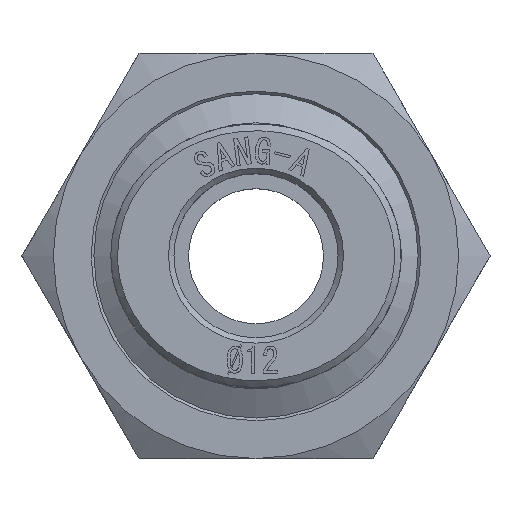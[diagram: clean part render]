
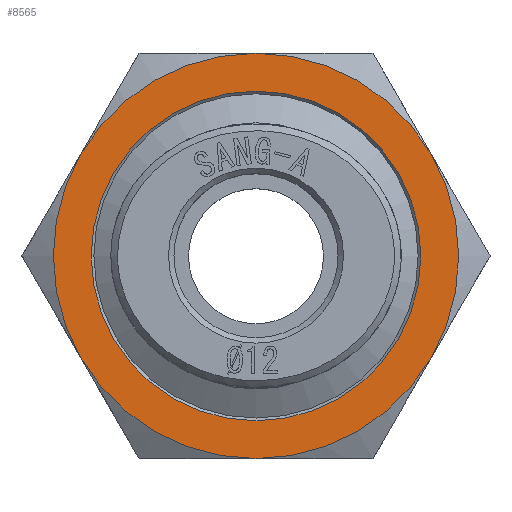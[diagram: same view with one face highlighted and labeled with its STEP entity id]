
A CAD part, top view. The second image highlights one B-rep face of the part: STEP entity #8565.
In plain terms, the highlighted planar face has unit normal (0, 0, 1).
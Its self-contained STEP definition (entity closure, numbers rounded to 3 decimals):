
#8489=CARTESIAN_POINT('',(12.2,0.,6.));
#8490=VERTEX_POINT('',#8489);
#8491=CARTESIAN_POINT('',(0.0,0.0,6.));
#8492=DIRECTION('',(0.0,0.0,1.0));
#8493=DIRECTION('',(-1.0,0.0,0.0));
#8494=AXIS2_PLACEMENT_3D('',#8491,#8492,#8493);
#8495=CIRCLE('',#8494,12.2);
#8496=EDGE_CURVE('',#8490,#8490,#8495,.T.);
#8501=CARTESIAN_POINT('',(0.,0.,6.));
#8502=DIRECTION('',(0.0,0.0,1.0));
#8503=DIRECTION('',(1.0,0.0,0.0));
#8504=AXIS2_PLACEMENT_3D('',#8501,#8502,#8503);
#8505=PLANE('',#8504);
#8506=CARTESIAN_POINT('',(12.99,-7.5,6.));
#8507=VERTEX_POINT('',#8506);
#8508=CARTESIAN_POINT('',(12.99,7.5,6.));
#8509=VERTEX_POINT('',#8508);
#8510=CARTESIAN_POINT('',(0.0,0.0,6.));
#8511=DIRECTION('',(0.0,0.0,1.0));
#8512=DIRECTION('',(-1.0,0.0,0.0));
#8513=AXIS2_PLACEMENT_3D('',#8510,#8511,#8512);
#8514=CIRCLE('',#8513,15.0);
#8515=EDGE_CURVE('',#8507,#8509,#8514,.T.);
#8516=ORIENTED_EDGE('',*,*,#8515,.T.);
#8517=CARTESIAN_POINT('',(0.,15.,6.));
#8518=VERTEX_POINT('',#8517);
#8519=CARTESIAN_POINT('',(0.0,0.0,6.));
#8520=DIRECTION('',(0.0,0.0,1.0));
#8521=DIRECTION('',(-1.0,0.0,0.0));
#8522=AXIS2_PLACEMENT_3D('',#8519,#8520,#8521);
#8523=CIRCLE('',#8522,15.0);
#8524=EDGE_CURVE('',#8509,#8518,#8523,.T.);
#8525=ORIENTED_EDGE('',*,*,#8524,.T.);
#8526=CARTESIAN_POINT('',(-12.99,7.5,6.));
#8527=VERTEX_POINT('',#8526);
#8528=CARTESIAN_POINT('',(0.0,0.0,6.));
#8529=DIRECTION('',(0.0,0.0,1.0));
#8530=DIRECTION('',(-1.0,0.0,0.0));
#8531=AXIS2_PLACEMENT_3D('',#8528,#8529,#8530);
#8532=CIRCLE('',#8531,15.0);
#8533=EDGE_CURVE('',#8518,#8527,#8532,.T.);
#8534=ORIENTED_EDGE('',*,*,#8533,.T.);
#8535=CARTESIAN_POINT('',(-12.99,-7.5,6.));
#8536=VERTEX_POINT('',#8535);
#8537=CARTESIAN_POINT('',(0.0,0.0,6.));
#8538=DIRECTION('',(0.0,0.0,1.0));
#8539=DIRECTION('',(-1.0,0.0,0.0));
#8540=AXIS2_PLACEMENT_3D('',#8537,#8538,#8539);
#8541=CIRCLE('',#8540,15.0);
#8542=EDGE_CURVE('',#8527,#8536,#8541,.T.);
#8543=ORIENTED_EDGE('',*,*,#8542,.T.);
#8544=CARTESIAN_POINT('',(0.,-15.,6.));
#8545=VERTEX_POINT('',#8544);
#8546=CARTESIAN_POINT('',(0.0,0.0,6.));
#8547=DIRECTION('',(0.0,0.0,1.0));
#8548=DIRECTION('',(-1.0,0.0,0.0));
#8549=AXIS2_PLACEMENT_3D('',#8546,#8547,#8548);
#8550=CIRCLE('',#8549,15.0);
#8551=EDGE_CURVE('',#8536,#8545,#8550,.T.);
#8552=ORIENTED_EDGE('',*,*,#8551,.T.);
#8553=CARTESIAN_POINT('',(0.0,0.0,6.));
#8554=DIRECTION('',(0.0,0.0,1.0));
#8555=DIRECTION('',(-1.0,0.0,0.0));
#8556=AXIS2_PLACEMENT_3D('',#8553,#8554,#8555);
#8557=CIRCLE('',#8556,15.0);
#8558=EDGE_CURVE('',#8545,#8507,#8557,.T.);
#8559=ORIENTED_EDGE('',*,*,#8558,.T.);
#8560=EDGE_LOOP('',(#8516,#8525,#8534,#8543,#8552,#8559));
#8561=FACE_OUTER_BOUND('',#8560,.T.);
#8562=ORIENTED_EDGE('',*,*,#8496,.F.);
#8563=EDGE_LOOP('',(#8562));
#8564=FACE_BOUND('',#8563,.T.);
#8565=ADVANCED_FACE('',(#8561,#8564),#8505,.T.);
